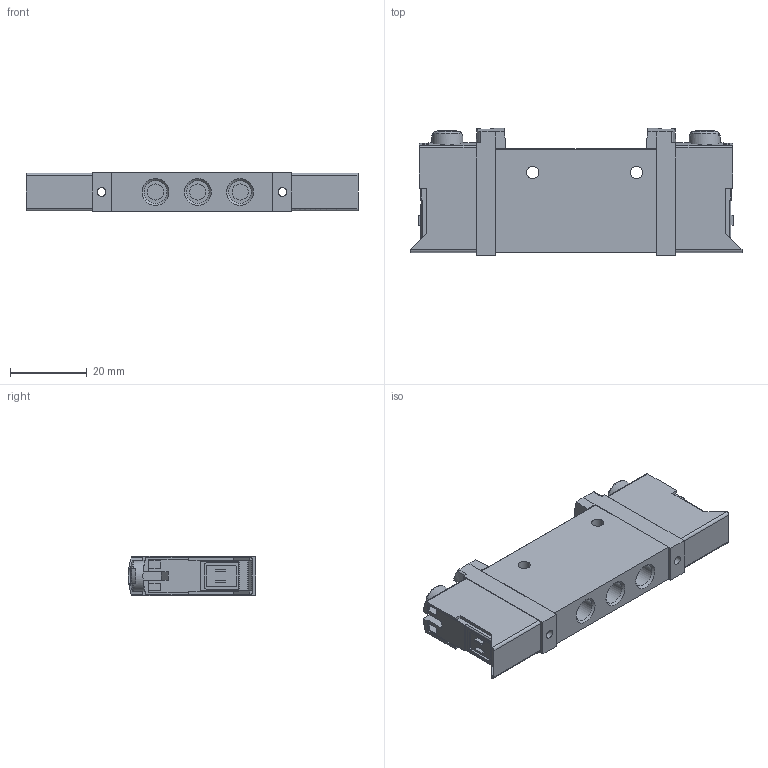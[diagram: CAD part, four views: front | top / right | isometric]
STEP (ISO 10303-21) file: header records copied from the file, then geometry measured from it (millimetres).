
FILE_DESCRIPTION(/* description */ ('STEP AP214'),/* implementation_level */ '2;1');
FILE_NAME(/* name */ '566479_VUVG-L10-T32C-AZT-M7-1P3',/* time_stamp */ '2024-09-17T14:41:49+02:00',/* author */ ('License CC BY-ND 4.0'),/* organization */ ('CADENAS'),/* preprocessor_version */ 'ST-DEVELOPER v19.3',/* originating_system */ 'PARTsolutions',/* authorisation */ ' ');
FILE_SCHEMA (('PROCESS_PLANNING_SCHEMA','AUTOMOTIVE_DESIGN {1 0 10303 214 3 1 1}'));
Length unit declared in the file: millimetre
Products named in the file (2): 566479 VUVG-L10-T32C-AZT-M7-1P3; 564212 VUVG-L-10-T32C-AZT-M7--1P3--------(G)
Assembly tree (1 placements, depth 2):
  566479 VUVG-L10-T32C-AZT-M7-1P3
    564212 VUVG-L-10-T32C-AZT-M7--1P3--------(G)
Bounding box: 86.32 x 33.1 x 10.25 mm (x, y, z)
Volume: 21320 mm3; surface area: 9298 mm2
Topology: 1 solids, 1 shells, 366 faces, 984 edges, 650 vertices
Faces by surface type: plane 264, cylinder 78, cone 16, torus 6, sphere 2
Full cylindrical faces by diameter (mm): 1.4 x1, 2.459 x1, 3 x2, 3.2 x2, 3.8 x2, 3.9 x2, 4.2 x3, 5.917 x5, 8.1 x2
Entity records: 11281 total; most frequent: CARTESIAN_POINT 2063, DIRECTION 1892, ORIENTED_EDGE 1868, EDGE_CURVE 934, LINE 656, VECTOR 656, VERTEX_POINT 637, AXIS2_PLACEMENT_3D 618
